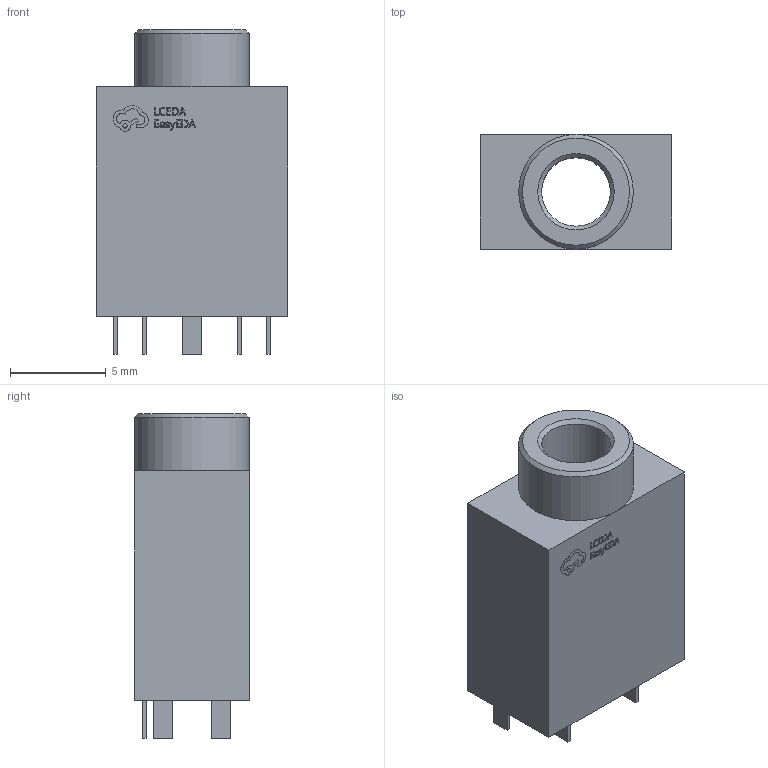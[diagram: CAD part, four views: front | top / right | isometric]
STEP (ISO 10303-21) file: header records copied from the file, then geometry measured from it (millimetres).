
FILE_DESCRIPTION(/* description */ ('STEP AP214'),/* implementation_level */ '2;1');
FILE_NAME(/* name */ 'PJ-358H-B.step',/* time_stamp */ '2024-11-11T15:04:48+08:00',/* author */ (''),/* organization */ (''),/* preprocessor_version */ 'ST-DEVELOPER v20',/* originating_system */ 'Autodesk Translation Framework v13.20.0.188',/* authorisation */ '');
FILE_SCHEMA (('AUTOMOTIVE_DESIGN { 1 0 10303 214 3 1 1 }'));
Length unit declared in the file: millimetre
Products named in the file (1): AUDIO-TH_PJ-358H-B
Bounding box: 10 x 6.01 x 17 mm (x, y, z)
Volume: 654.9 mm3; surface area: 781.7 mm2
Topology: 6 solids, 6 shells, 375 faces, 977 edges, 650 vertices
Faces by surface type: plane 259, bspline 112, cone 2, cylinder 2
Full cylindrical faces by diameter (mm): 3.6 x1, 6 x1
Entity records: 12974 total; most frequent: CARTESIAN_POINT 3843, ORIENTED_EDGE 1954, DIRECTION 1457, EDGE_CURVE 977, LINE 745, VECTOR 745, VERTEX_POINT 650, EDGE_LOOP 413
